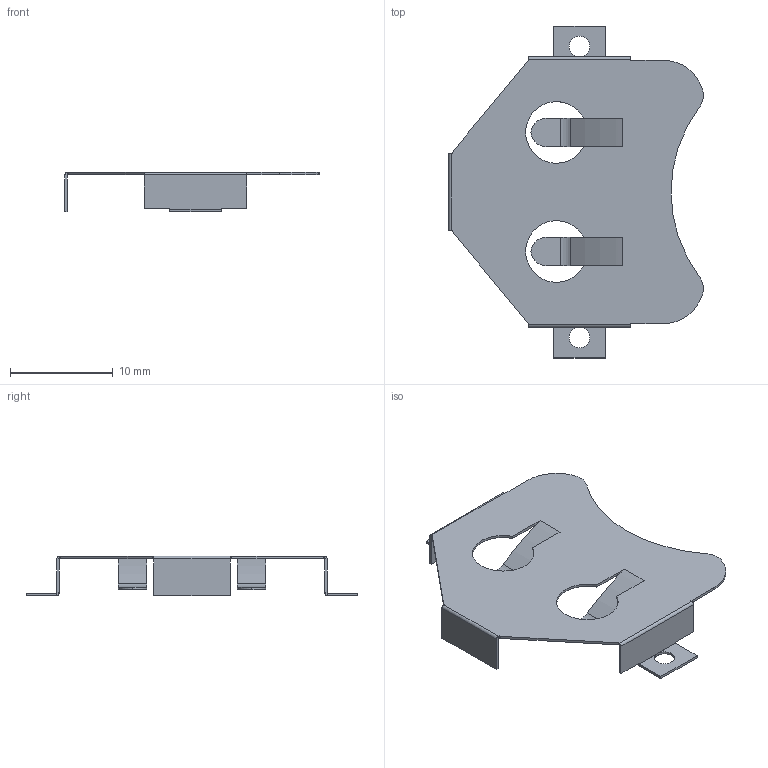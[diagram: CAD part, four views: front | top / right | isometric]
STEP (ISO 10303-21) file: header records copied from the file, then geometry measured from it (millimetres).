
FILE_DESCRIPTION (( 'STEP AP214' ), '1' );
FILE_NAME ('User Library-cr 2430 conin cel holder.STEP', '2019-09-06T18:56:53', ( '' ), ( '' ), 'SwSTEP 2.0', 'SolidWorks 2019', '' );
FILE_SCHEMA (( 'AUTOMOTIVE_DESIGN' ));
Length unit declared in the file: millimetre
Products named in the file (1): User Library-cr 2430 conin cel holder
Bounding box: 24.81 x 32.35 x 3.85 mm (x, y, z)
Volume: 154.8 mm3; surface area: 1294.1 mm2
Topology: 1 solids, 1 shells, 104 faces, 270 edges, 164 vertices
Faces by surface type: plane 69, cylinder 35
Entity records: 3178 total; most frequent: DIRECTION 558, ORIENTED_EDGE 540, CARTESIAN_POINT 539, EDGE_CURVE 270, VECTOR 192, LINE 192, AXIS2_PLACEMENT_3D 183, VERTEX_POINT 164
